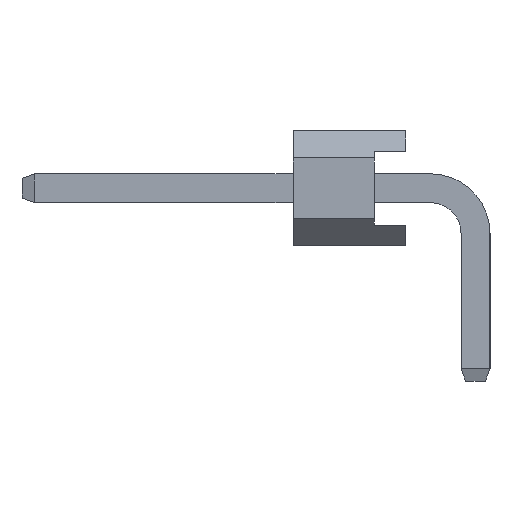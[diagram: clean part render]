
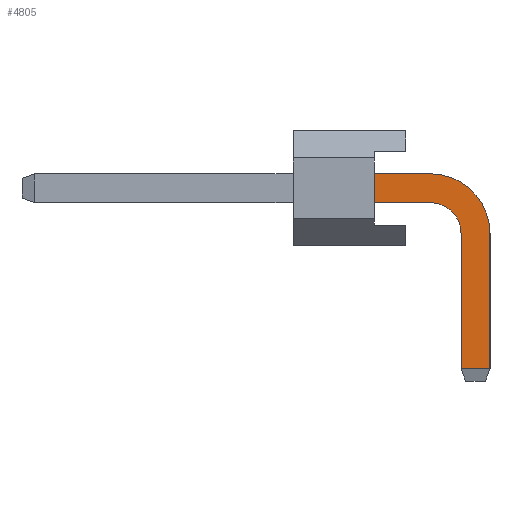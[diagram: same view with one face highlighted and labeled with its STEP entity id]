
A CAD part, left-side view. The second image highlights one B-rep face of the part: STEP entity #4805.
In plain terms, the highlighted planar face has unit normal (-1, 0, 0).
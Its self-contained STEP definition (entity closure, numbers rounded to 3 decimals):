
#4805=ADVANCED_FACE('',(#13421),#13423,.T.);
#13421=FACE_BOUND('',#13422,.T.);
#13422=EDGE_LOOP('',(#20433,#20434,#20435,#20436,#20437,#20438,#20439,#20440));
#13423=PLANE('',#13424);
#13424=AXIS2_PLACEMENT_3D('',#13425,#13426,#13427);
#13425=CARTESIAN_POINT('',(-0.32,0.32,-3.));
#13426=DIRECTION('',(-1.,0.,0.));
#13427=DIRECTION('',(0.,-1.,0.));
#20433=ORIENTED_EDGE('',*,*,#24605,.T.);
#20434=ORIENTED_EDGE('',*,*,#24606,.T.);
#20435=ORIENTED_EDGE('',*,*,#24607,.T.);
#20436=ORIENTED_EDGE('',*,*,#24608,.T.);
#20437=ORIENTED_EDGE('',*,*,#23229,.T.);
#20438=ORIENTED_EDGE('',*,*,#24609,.F.);
#20439=ORIENTED_EDGE('',*,*,#24610,.F.);
#20440=ORIENTED_EDGE('',*,*,#24611,.F.);
#23229=EDGE_CURVE('',#26601,#26602,#26603,.T.);
#24605=EDGE_CURVE('',#28761,#28762,#28763,.T.);
#24606=EDGE_CURVE('',#28762,#28764,#28765,.T.);
#24607=EDGE_CURVE('',#28764,#28766,#28767,.T.);
#24608=EDGE_CURVE('',#28766,#26601,#28768,.T.);
#24609=EDGE_CURVE('',#28769,#26602,#28770,.T.);
#24610=EDGE_CURVE('',#28771,#28769,#28772,.T.);
#24611=EDGE_CURVE('',#28761,#28771,#28773,.T.);
#26601=VERTEX_POINT('',#32353);
#26602=VERTEX_POINT('',#32354);
#26603=LINE('',#32355,#32356);
#28761=VERTEX_POINT('',#37393);
#28762=VERTEX_POINT('',#37394);
#28763=LINE('',#37395,#37396);
#28764=VERTEX_POINT('',#37398);
#28765=LINE('',#37399,#37400);
#28766=VERTEX_POINT('',#37402);
#28767=CIRCLE('',#37403,1.32);
#28768=LINE('',#37407,#37408);
#28769=VERTEX_POINT('',#37410);
#28770=LINE('',#37411,#37412);
#28771=VERTEX_POINT('',#37414);
#28772=CIRCLE('',#37415,0.68);
#28773=LINE('',#37419,#37420);
#32353=CARTESIAN_POINT('',(-0.32,2.24,1.59));
#32354=CARTESIAN_POINT('',(-0.32,2.24,0.95));
#32355=CARTESIAN_POINT('',(-0.32,2.24,1.59));
#32356=VECTOR('',#32357,1.);
#32357=DIRECTION('',(0.,0.,-1.));
#37393=CARTESIAN_POINT('',(-0.32,0.32,-2.725));
#37394=CARTESIAN_POINT('',(-0.32,-0.32,-2.725));
#37395=CARTESIAN_POINT('',(-0.32,0.32,-2.725));
#37396=VECTOR('',#37397,1.);
#37397=DIRECTION('',(0.,-1.,0.));
#37398=CARTESIAN_POINT('',(-0.32,-0.32,0.27));
#37399=CARTESIAN_POINT('',(-0.32,-0.32,-2.725));
#37400=VECTOR('',#37401,1.);
#37401=DIRECTION('',(0.,0.,1.));
#37402=CARTESIAN_POINT('',(-0.32,1.,1.59));
#37403=AXIS2_PLACEMENT_3D('',#37404,#37405,#37406);
#37404=CARTESIAN_POINT('',(-0.32,1.,0.27));
#37405=DIRECTION('',(-1.,-0.,0.));
#37406=DIRECTION('',(0.,-1.,0.));
#37407=CARTESIAN_POINT('',(-0.32,1.,1.59));
#37408=VECTOR('',#37409,1.);
#37409=DIRECTION('',(0.,1.,0.));
#37410=CARTESIAN_POINT('',(-0.32,1.,0.95));
#37411=CARTESIAN_POINT('',(-0.32,1.,0.95));
#37412=VECTOR('',#37413,1.);
#37413=DIRECTION('',(0.,1.,0.));
#37414=CARTESIAN_POINT('',(-0.32,0.32,0.27));
#37415=AXIS2_PLACEMENT_3D('',#37416,#37417,#37418);
#37416=CARTESIAN_POINT('',(-0.32,1.,0.27));
#37417=DIRECTION('',(-1.,-0.,0.));
#37418=DIRECTION('',(0.,-1.,0.));
#37419=CARTESIAN_POINT('',(-0.32,0.32,-2.725));
#37420=VECTOR('',#37421,1.);
#37421=DIRECTION('',(0.,0.,1.));
